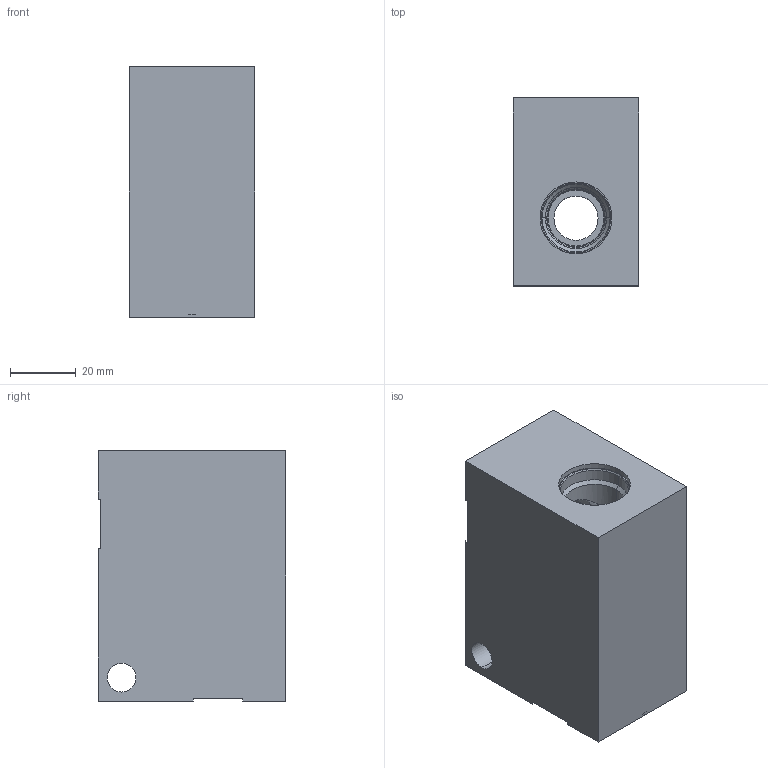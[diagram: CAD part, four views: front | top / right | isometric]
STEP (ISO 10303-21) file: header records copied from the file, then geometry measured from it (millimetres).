
FILE_DESCRIPTION((''),'2;1');
FILE_NAME('FAL_ASM','2019-07-31T',('ProEService'),(''),'PRO/ENGINEER BY PARAMETRIC TECHNOLOGY CORPORATION, 2014200','PRO/ENGINEER BY PARAMETRIC TECHNOLOGY CORPORATION, 2014200','');
FILE_SCHEMA(('CONFIG_CONTROL_DESIGN'));
Length unit declared in the file: inch
Products named in the file (2): 151-779-004; FAL_ASM
Assembly tree (1 placements, depth 2):
  FAL_ASM
    151-779-004
Bounding box: 38.1 x 57.15 x 76.2 mm (x, y, z)
Volume: 122453.1 mm3; surface area: 25487.7 mm2
Topology: 1 solids, 1 shells, 61 faces, 284 edges, 281 vertices
Faces by surface type: cone 24, cylinder 23, plane 12, torus 2
Entity records: 2890 total; most frequent: CARTESIAN_POINT 626, DIRECTION 482, ORIENTED_EDGE 280, VECTOR 212, LINE 212, TRIMMED_CURVE 144, EDGE_CURVE 140, AXIS2_PLACEMENT_3D 135
